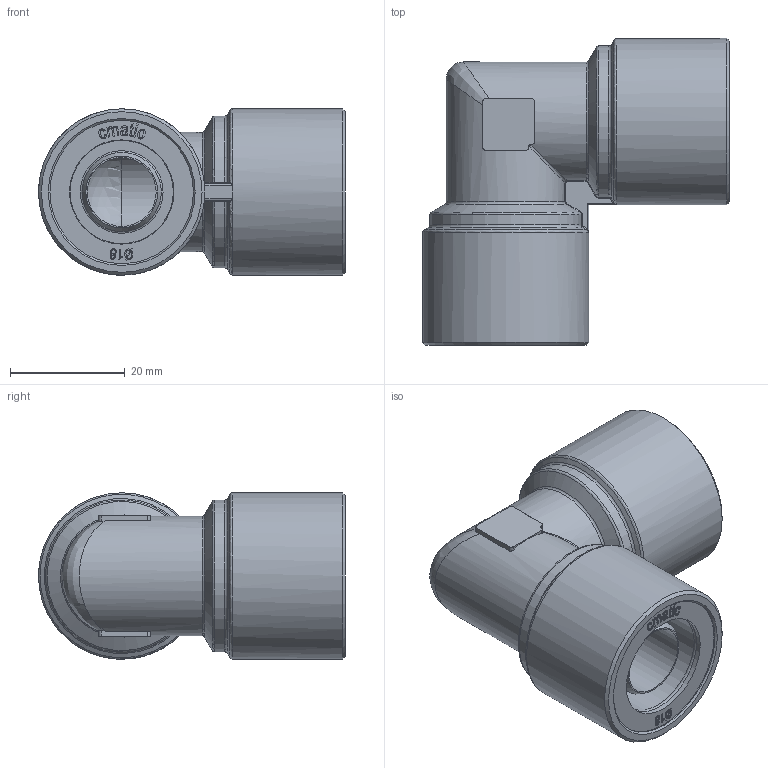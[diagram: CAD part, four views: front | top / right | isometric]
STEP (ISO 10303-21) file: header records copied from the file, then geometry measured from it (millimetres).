
FILE_DESCRIPTION(( 'MAF.28.18.18.stp' ), '1');
FILE_NAME( 'MAF.28.18.18.stp', '2021-02-19T15:25:21',( 'Sopra'),('sopra-pneumatic.com'), 'SwSTEP 2.0','SolidWorks 2009','' );
FILE_SCHEMA( ( 'CONFIG_CONTROL_DESIGN' ) );
Length unit declared in the file: millimetre
Products named in the file (1): Rivoluzione2
Bounding box: 53.5 x 53.5 x 29 mm (x, y, z)
Volume: 24992.5 mm3; surface area: 15649.6 mm2
Topology: 1 solids, 1 shells, 415 faces, 1076 edges, 699 vertices
Faces by surface type: bspline 181, plane 168, cylinder 42, torus 12, cone 11, sphere 1
Full cylindrical faces by diameter (mm): 12 x2, 13.8 x2, 14.5 x2, 18.18 x4, 25 x2, 29 x2
Entity records: 20888 total; most frequent: CARTESIAN_POINT 12113, ORIENTED_EDGE 2078, DIRECTION 1239, EDGE_CURVE 1039, VERTEX_POINT 689, LINE 539, VECTOR 539, EDGE_LOOP 480
